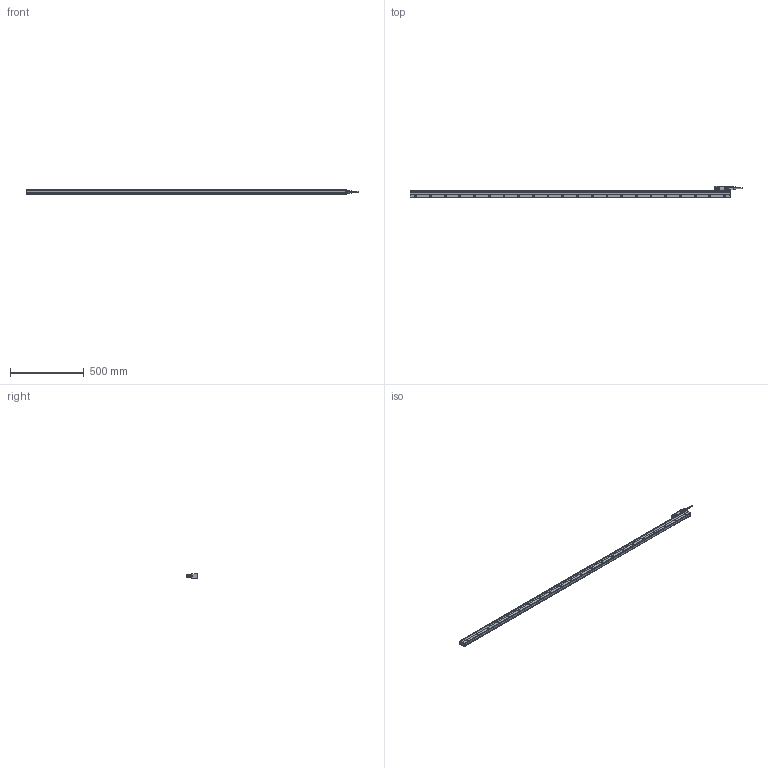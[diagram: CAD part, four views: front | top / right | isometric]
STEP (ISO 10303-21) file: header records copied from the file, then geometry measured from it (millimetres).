
FILE_DESCRIPTION(('CATIA V5 STEP'),'2;1');
FILE_NAME('SR87_L_204.stp','2010-05-27T00:47:44+00:00',('none'),('none'),'CATIA Version 5 Release 19 SP 6 (IN-10)','CATIA V5 STEP AP214','none');
FILE_SCHEMA(('AUTOMOTIVE_DESIGN { 1 0 10303 214 1 1 1 1 }'));
Products named in the file (3): SR87_L_204; SR87-204_S; SR87_head_L
Assembly tree (2 placements, depth 2):
  SR87_L_204
    SR87-204_S
    SR87_head_L
Bounding box: 2257.7 x 78 x 29 mm (x, y, z)
Volume: 2825139.1 mm3; surface area: 398170.1 mm2
Topology: 2 solids, 18 shells, 2615 faces, 6653 edges, 4014 vertices
Faces by surface type: plane 1188, cylinder 928, cone 175, torus 175, sphere 96, bspline 53
Entity records: 76814 total; most frequent: CARTESIAN_POINT 19344, ORIENTED_EDGE 13088, DIRECTION 9467, EDGE_CURVE 6534, AXIS2_PLACEMENT_3D 4140, VERTEX_POINT 4012, VECTOR 3399, LINE 3399
